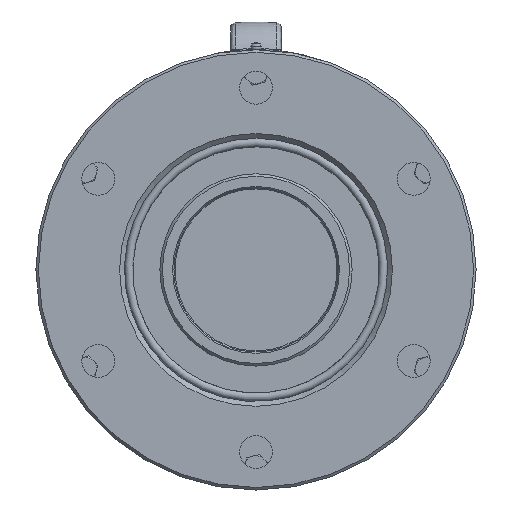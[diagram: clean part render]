
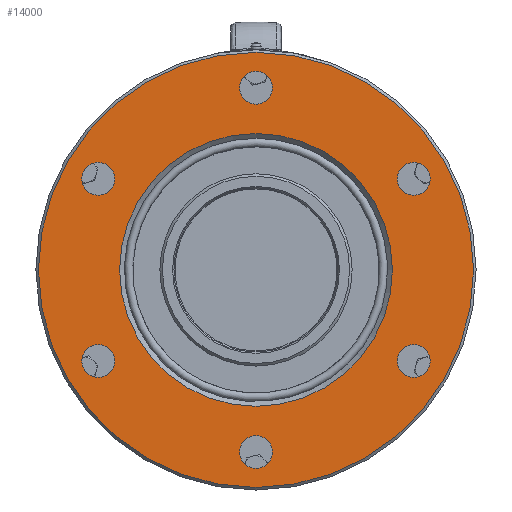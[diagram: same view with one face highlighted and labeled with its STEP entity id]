
A CAD part, left-side view. The second image highlights one B-rep face of the part: STEP entity #14000.
In plain terms, the highlighted planar face has unit normal (-1, 0, 0).
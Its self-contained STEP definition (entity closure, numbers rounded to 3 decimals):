
#738=FACE_BOUND('',#4231,.T.);
#739=FACE_BOUND('',#4232,.T.);
#740=FACE_BOUND('',#4233,.T.);
#741=FACE_BOUND('',#4234,.T.);
#742=FACE_BOUND('',#4235,.T.);
#743=FACE_BOUND('',#4236,.T.);
#744=FACE_BOUND('',#4237,.T.);
#991=PLANE('',#15296);
#3370=FACE_OUTER_BOUND('',#4230,.T.);
#4230=EDGE_LOOP('',(#10978));
#4231=EDGE_LOOP('',(#10979,#10980));
#4232=EDGE_LOOP('',(#10981));
#4233=EDGE_LOOP('',(#10982));
#4234=EDGE_LOOP('',(#10983));
#4235=EDGE_LOOP('',(#10984));
#4236=EDGE_LOOP('',(#10985));
#4237=EDGE_LOOP('',(#10986));
#5164=CIRCLE('',#15297,136.5);
#5165=CIRCLE('',#15298,85.578);
#5166=CIRCLE('',#15299,85.578);
#5167=CIRCLE('',#15300,10.3);
#5168=CIRCLE('',#15301,10.3);
#5169=CIRCLE('',#15302,10.3);
#5170=CIRCLE('',#15303,10.3);
#5171=CIRCLE('',#15304,10.3);
#5172=CIRCLE('',#15305,10.3);
#6138=VERTEX_POINT('',#28844);
#6139=VERTEX_POINT('',#28846);
#6140=VERTEX_POINT('',#28847);
#6141=VERTEX_POINT('',#28850);
#6142=VERTEX_POINT('',#28852);
#6143=VERTEX_POINT('',#28854);
#6144=VERTEX_POINT('',#28856);
#6145=VERTEX_POINT('',#28858);
#6146=VERTEX_POINT('',#28860);
#7887=EDGE_CURVE('',#6138,#6138,#5164,.T.);
#7888=EDGE_CURVE('',#6139,#6140,#5165,.T.);
#7889=EDGE_CURVE('',#6140,#6139,#5166,.T.);
#7890=EDGE_CURVE('',#6141,#6141,#5167,.T.);
#7891=EDGE_CURVE('',#6142,#6142,#5168,.T.);
#7892=EDGE_CURVE('',#6143,#6143,#5169,.T.);
#7893=EDGE_CURVE('',#6144,#6144,#5170,.T.);
#7894=EDGE_CURVE('',#6145,#6145,#5171,.T.);
#7895=EDGE_CURVE('',#6146,#6146,#5172,.T.);
#10978=ORIENTED_EDGE('',*,*,#7887,.F.);
#10979=ORIENTED_EDGE('',*,*,#7888,.T.);
#10980=ORIENTED_EDGE('',*,*,#7889,.T.);
#10981=ORIENTED_EDGE('',*,*,#7890,.T.);
#10982=ORIENTED_EDGE('',*,*,#7891,.T.);
#10983=ORIENTED_EDGE('',*,*,#7892,.T.);
#10984=ORIENTED_EDGE('',*,*,#7893,.T.);
#10985=ORIENTED_EDGE('',*,*,#7894,.T.);
#10986=ORIENTED_EDGE('',*,*,#7895,.T.);
#14000=ADVANCED_FACE('',(#3370,#738,#739,#740,#741,#742,#743,#744),#991,
 .T.);
#15296=AXIS2_PLACEMENT_3D('',#28843,#17915,#17916);
#15297=AXIS2_PLACEMENT_3D('',#28845,#17917,#17918);
#15298=AXIS2_PLACEMENT_3D('',#28848,#17919,#17920);
#15299=AXIS2_PLACEMENT_3D('',#28849,#17921,#17922);
#15300=AXIS2_PLACEMENT_3D('',#28851,#17923,#17924);
#15301=AXIS2_PLACEMENT_3D('',#28853,#17925,#17926);
#15302=AXIS2_PLACEMENT_3D('',#28855,#17927,#17928);
#15303=AXIS2_PLACEMENT_3D('',#28857,#17929,#17930);
#15304=AXIS2_PLACEMENT_3D('',#28859,#17931,#17932);
#15305=AXIS2_PLACEMENT_3D('',#28861,#17933,#17934);
#17915=DIRECTION('center_axis',(-1.,0.,0.));
#17916=DIRECTION('ref_axis',(0.,0.,1.));
#17917=DIRECTION('center_axis',(1.,0.,0.));
#17918=DIRECTION('ref_axis',(0.,-1.,0.));
#17919=DIRECTION('center_axis',(1.,0.,0.));
#17920=DIRECTION('ref_axis',(0.,0.,1.));
#17921=DIRECTION('center_axis',(1.,0.,0.));
#17922=DIRECTION('ref_axis',(0.,0.,1.));
#17923=DIRECTION('center_axis',(1.,0.,0.));
#17924=DIRECTION('ref_axis',(0.,-0.866,-0.5));
#17925=DIRECTION('center_axis',(1.,0.,0.));
#17926=DIRECTION('ref_axis',(0.,-0.866,0.5));
#17927=DIRECTION('center_axis',(1.,0.,0.));
#17928=DIRECTION('ref_axis',(0.,0.,1.));
#17929=DIRECTION('center_axis',(1.,0.,0.));
#17930=DIRECTION('ref_axis',(0.,0.866,0.5));
#17931=DIRECTION('center_axis',(1.,0.,0.));
#17932=DIRECTION('ref_axis',(0.,0.866,-0.5));
#17933=DIRECTION('center_axis',(1.,0.,0.));
#17934=DIRECTION('ref_axis',(0.,0.,-1.));
#28843=CARTESIAN_POINT('Origin',(7.5,99.205,0.));
#28844=CARTESIAN_POINT('',(7.5,136.5,0.));
#28845=CARTESIAN_POINT('Origin',(7.5,0.,0.));
#28846=CARTESIAN_POINT('',(7.5,0.,85.578));
#28847=CARTESIAN_POINT('',(7.5,0.,-85.578));
#28848=CARTESIAN_POINT('Origin',(7.5,0.,0.));
#28849=CARTESIAN_POINT('Origin',(7.5,0.,0.));
#28850=CARTESIAN_POINT('',(7.5,107.907,62.3));
#28851=CARTESIAN_POINT('Origin',(7.5,98.987,57.15));
#28852=CARTESIAN_POINT('',(7.5,107.907,-62.3));
#28853=CARTESIAN_POINT('Origin',(7.5,98.987,-57.15));
#28854=CARTESIAN_POINT('',(7.5,0.,-124.6));
#28855=CARTESIAN_POINT('Origin',(7.5,0.,-114.3));
#28856=CARTESIAN_POINT('',(7.5,-107.907,-62.3));
#28857=CARTESIAN_POINT('Origin',(7.5,-98.987,-57.15));
#28858=CARTESIAN_POINT('',(7.5,-107.907,62.3));
#28859=CARTESIAN_POINT('Origin',(7.5,-98.987,57.15));
#28860=CARTESIAN_POINT('',(7.5,0.,124.6));
#28861=CARTESIAN_POINT('Origin',(7.5,0.,114.3));
